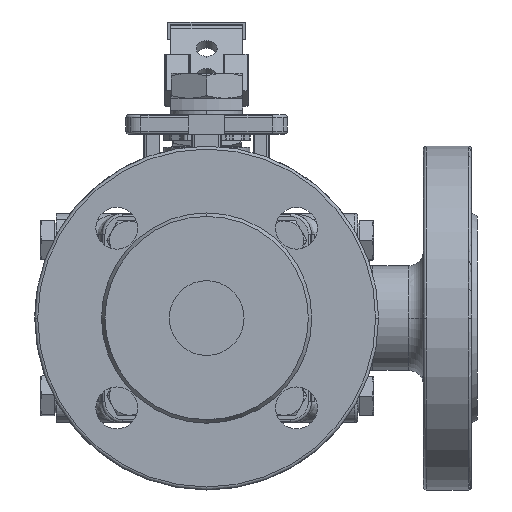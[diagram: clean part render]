
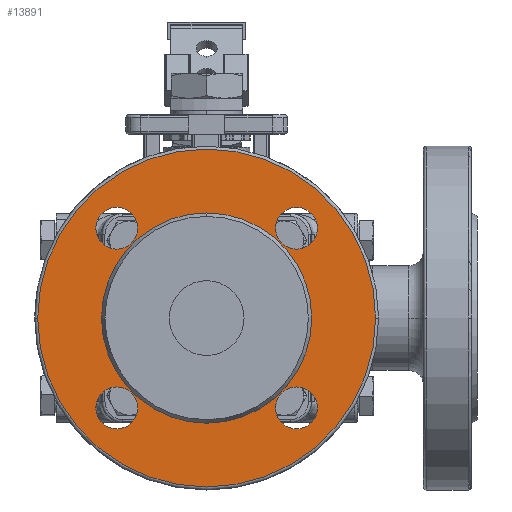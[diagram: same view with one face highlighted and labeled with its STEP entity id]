
A CAD part, left-side view. The second image highlights one B-rep face of the part: STEP entity #13891.
In plain terms, the highlighted planar face has unit normal (-1, 0, 0).
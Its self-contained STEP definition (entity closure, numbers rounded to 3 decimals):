
#12874=CARTESIAN_POINT('',(-88.5,0.,35.155));
#12875=VERTEX_POINT('',#12874);
#12882=CARTESIAN_POINT('',(-88.5,-0.,-35.155));
#12883=VERTEX_POINT('',#12882);
#12884=CARTESIAN_POINT('',(-88.5,0.,0.));
#12885=DIRECTION('',(1.,-0.,-0.));
#12886=DIRECTION('',(0.,0.,1.));
#12887=AXIS2_PLACEMENT_3D('',#12884,#12885,#12886);
#12888=CIRCLE('',#12887,35.155);
#12889=EDGE_CURVE('',#12883,#12875,#12888,.T.);
#13022=CARTESIAN_POINT('',(-88.5,23.052,30.052));
#13023=VERTEX_POINT('',#13022);
#13041=CARTESIAN_POINT('',(-88.5,37.052,30.052));
#13042=VERTEX_POINT('',#13041);
#13049=CARTESIAN_POINT('',(-88.5,30.052,30.052));
#13050=DIRECTION('',(1.,-0.,-0.));
#13051=DIRECTION('',(-0.,-1.,0.));
#13052=AXIS2_PLACEMENT_3D('',#13049,#13050,#13051);
#13053=CIRCLE('',#13052,7.);
#13054=EDGE_CURVE('',#13023,#13042,#13053,.T.);
#13064=CARTESIAN_POINT('',(-88.5,-37.052,30.052));
#13065=VERTEX_POINT('',#13064);
#13083=CARTESIAN_POINT('',(-88.5,-23.052,30.052));
#13084=VERTEX_POINT('',#13083);
#13091=CARTESIAN_POINT('',(-88.5,-30.052,30.052));
#13092=DIRECTION('',(1.,-0.,-0.));
#13093=DIRECTION('',(-0.,-1.,0.));
#13094=AXIS2_PLACEMENT_3D('',#13091,#13092,#13093);
#13095=CIRCLE('',#13094,7.);
#13096=EDGE_CURVE('',#13065,#13084,#13095,.T.);
#13106=CARTESIAN_POINT('',(-88.5,-37.052,-30.052));
#13107=VERTEX_POINT('',#13106);
#13125=CARTESIAN_POINT('',(-88.5,-23.052,-30.052));
#13126=VERTEX_POINT('',#13125);
#13133=CARTESIAN_POINT('',(-88.5,-30.052,-30.052));
#13134=DIRECTION('',(1.,-0.,-0.));
#13135=DIRECTION('',(-0.,-1.,0.));
#13136=AXIS2_PLACEMENT_3D('',#13133,#13134,#13135);
#13137=CIRCLE('',#13136,7.);
#13138=EDGE_CURVE('',#13107,#13126,#13137,.T.);
#13148=CARTESIAN_POINT('',(-88.5,23.052,-30.052));
#13149=VERTEX_POINT('',#13148);
#13167=CARTESIAN_POINT('',(-88.5,37.052,-30.052));
#13168=VERTEX_POINT('',#13167);
#13175=CARTESIAN_POINT('',(-88.5,30.052,-30.052));
#13176=DIRECTION('',(1.,-0.,-0.));
#13177=DIRECTION('',(-0.,-1.,0.));
#13178=AXIS2_PLACEMENT_3D('',#13175,#13176,#13177);
#13179=CIRCLE('',#13178,7.);
#13180=EDGE_CURVE('',#13149,#13168,#13179,.T.);
#13816=CARTESIAN_POINT('',(-88.5,0.,46.327));
#13817=DIRECTION('',(-1.,0.,0.));
#13818=DIRECTION('',(0.,1.,0.));
#13819=AXIS2_PLACEMENT_3D('',#13816,#13817,#13818);
#13820=PLANE('',#13819);
#13821=CARTESIAN_POINT('',(-88.5,-56.5,0.));
#13822=VERTEX_POINT('',#13821);
#13823=CARTESIAN_POINT('',(-88.5,56.5,-0.));
#13824=VERTEX_POINT('',#13823);
#13825=CARTESIAN_POINT('',(-88.5,0.,0.));
#13826=DIRECTION('',(1.,-0.,-0.));
#13827=DIRECTION('',(-0.,1.,-0.));
#13828=AXIS2_PLACEMENT_3D('',#13825,#13826,#13827);
#13829=CIRCLE('',#13828,56.5);
#13830=EDGE_CURVE('',#13822,#13824,#13829,.T.);
#13831=ORIENTED_EDGE('',*,*,#13830,.F.);
#13832=CARTESIAN_POINT('',(-88.5,0.,0.));
#13833=DIRECTION('',(1.,-0.,-0.));
#13834=DIRECTION('',(-0.,1.,-0.));
#13835=AXIS2_PLACEMENT_3D('',#13832,#13833,#13834);
#13836=CIRCLE('',#13835,56.5);
#13837=EDGE_CURVE('',#13824,#13822,#13836,.T.);
#13838=ORIENTED_EDGE('',*,*,#13837,.F.);
#13839=EDGE_LOOP('',(#13831,#13838));
#13840=FACE_BOUND('',#13839,.T.);
#13841=ORIENTED_EDGE('',*,*,#12889,.T.);
#13842=CARTESIAN_POINT('',(-88.5,0.,0.));
#13843=DIRECTION('',(1.,-0.,-0.));
#13844=DIRECTION('',(0.,0.,1.));
#13845=AXIS2_PLACEMENT_3D('',#13842,#13843,#13844);
#13846=CIRCLE('',#13845,35.155);
#13847=EDGE_CURVE('',#12875,#12883,#13846,.T.);
#13848=ORIENTED_EDGE('',*,*,#13847,.T.);
#13849=EDGE_LOOP('',(#13841,#13848));
#13850=FACE_BOUND('',#13849,.T.);
#13851=CARTESIAN_POINT('',(-88.5,30.052,30.052));
#13852=DIRECTION('',(1.,-0.,-0.));
#13853=DIRECTION('',(-0.,-1.,0.));
#13854=AXIS2_PLACEMENT_3D('',#13851,#13852,#13853);
#13855=CIRCLE('',#13854,7.);
#13856=EDGE_CURVE('',#13042,#13023,#13855,.T.);
#13857=ORIENTED_EDGE('',*,*,#13856,.T.);
#13858=ORIENTED_EDGE('',*,*,#13054,.T.);
#13859=EDGE_LOOP('',(#13857,#13858));
#13860=FACE_BOUND('',#13859,.T.);
#13861=CARTESIAN_POINT('',(-88.5,-30.052,30.052));
#13862=DIRECTION('',(1.,-0.,-0.));
#13863=DIRECTION('',(-0.,-1.,0.));
#13864=AXIS2_PLACEMENT_3D('',#13861,#13862,#13863);
#13865=CIRCLE('',#13864,7.);
#13866=EDGE_CURVE('',#13084,#13065,#13865,.T.);
#13867=ORIENTED_EDGE('',*,*,#13866,.T.);
#13868=ORIENTED_EDGE('',*,*,#13096,.T.);
#13869=EDGE_LOOP('',(#13867,#13868));
#13870=FACE_BOUND('',#13869,.T.);
#13871=CARTESIAN_POINT('',(-88.5,-30.052,-30.052));
#13872=DIRECTION('',(1.,-0.,-0.));
#13873=DIRECTION('',(-0.,-1.,0.));
#13874=AXIS2_PLACEMENT_3D('',#13871,#13872,#13873);
#13875=CIRCLE('',#13874,7.);
#13876=EDGE_CURVE('',#13126,#13107,#13875,.T.);
#13877=ORIENTED_EDGE('',*,*,#13876,.T.);
#13878=ORIENTED_EDGE('',*,*,#13138,.T.);
#13879=EDGE_LOOP('',(#13877,#13878));
#13880=FACE_BOUND('',#13879,.T.);
#13881=CARTESIAN_POINT('',(-88.5,30.052,-30.052));
#13882=DIRECTION('',(1.,-0.,-0.));
#13883=DIRECTION('',(-0.,-1.,0.));
#13884=AXIS2_PLACEMENT_3D('',#13881,#13882,#13883);
#13885=CIRCLE('',#13884,7.);
#13886=EDGE_CURVE('',#13168,#13149,#13885,.T.);
#13887=ORIENTED_EDGE('',*,*,#13886,.T.);
#13888=ORIENTED_EDGE('',*,*,#13180,.T.);
#13889=EDGE_LOOP('',(#13887,#13888));
#13890=FACE_BOUND('',#13889,.T.);
#13891=ADVANCED_FACE('',(#13840,#13850,#13860,#13870,#13880,#13890),#13820,.T.);
